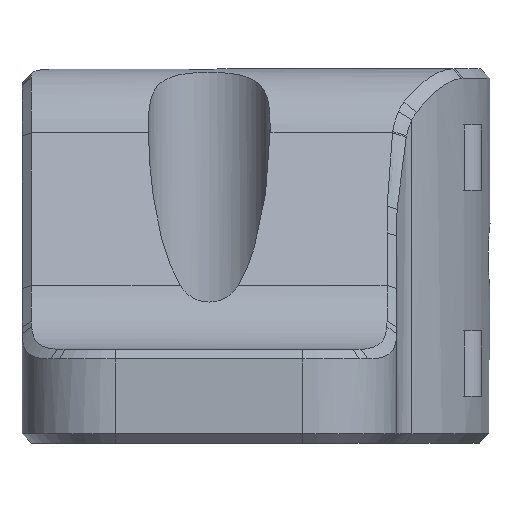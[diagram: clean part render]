
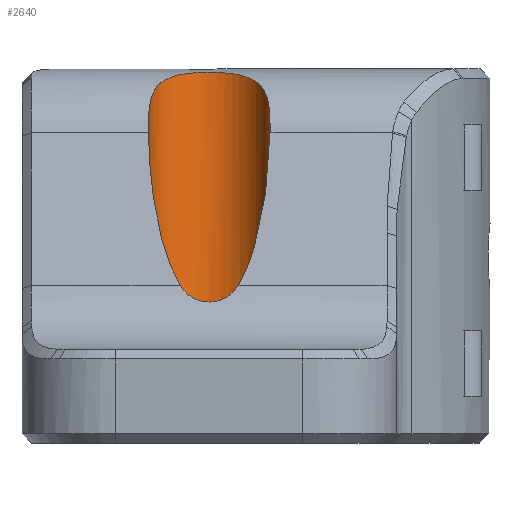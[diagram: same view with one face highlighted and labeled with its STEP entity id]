
A CAD part, left-side view. The second image highlights one B-rep face of the part: STEP entity #2640.
In plain terms, the highlighted cylindrical face has radius 3.25 mm (diameter 6.5 mm), a full revolution.
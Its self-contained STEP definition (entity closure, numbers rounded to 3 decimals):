
#23=ELLIPSE('',#2770,10.277,3.25);
#24=ELLIPSE('',#2774,10.277,3.25);
#158=CIRCLE('',#2719,3.25);
#238=CYLINDRICAL_SURFACE('',#2859,3.25);
#382=FACE_OUTER_BOUND('',#546,.T.);
#546=EDGE_LOOP('',(#2372,#2373,#2374,#2375,#2376,#2377,#2378,#2379));
#633=B_SPLINE_CURVE_WITH_KNOTS('',3,(#5231,#5232,#5233,#5234,#5235,#5236,
#5237,#5238,#5239,#5240),.UNSPECIFIED.,.F.,.F.,(4,2,2,2,4),(0.163,
0.187,0.25,0.299,0.348),
 .UNSPECIFIED.);
#634=B_SPLINE_CURVE_WITH_KNOTS('',3,(#5241,#5242,#5243,#5244,#5245,#5246,
#5247,#5248,#5249,#5250),.UNSPECIFIED.,.F.,.F.,(4,2,2,2,4),(0.348,
0.397,0.447,0.509,0.533),
 .UNSPECIFIED.);
#635=B_SPLINE_CURVE_WITH_KNOTS('',3,(#5256,#5257,#5258,#5259,#5260,#5261,
#5262,#5263,#5264,#5265,#5266,#5267,#5268,#5269,#5270,#5271,#5272,#5273,
#5274,#5275,#5276,#5277,#5278,#5279,#5280,#5281),.UNSPECIFIED.,.F.,.F.,
(4,2,2,2,2,2,2,2,2,2,2,2,4),(1.747,1.779,1.967,
2.041,2.115,2.251,2.387,2.523,
2.659,2.733,2.807,2.995,3.027),
 .UNSPECIFIED.);
#843=LINE('',#5485,#1055);
#1055=VECTOR('',#3470,3.25);
#1144=VERTEX_POINT('',#4061);
#1242=VERTEX_POINT('',#5220);
#1243=VERTEX_POINT('',#5222);
#1244=VERTEX_POINT('',#5228);
#1245=VERTEX_POINT('',#5230);
#1246=VERTEX_POINT('',#5252);
#1397=EDGE_CURVE('',#1144,#1144,#158,.T.);
#1561=EDGE_CURVE('',#1242,#1243,#23,.T.);
#1565=EDGE_CURVE('',#1244,#1245,#633,.T.);
#1566=EDGE_CURVE('',#1245,#1242,#634,.T.);
#1568=EDGE_CURVE('',#1246,#1244,#24,.T.);
#1569=EDGE_CURVE('',#1243,#1246,#635,.T.);
#1674=EDGE_CURVE('',#1144,#1245,#843,.T.);
#2372=ORIENTED_EDGE('',*,*,#1397,.F.);
#2373=ORIENTED_EDGE('',*,*,#1674,.T.);
#2374=ORIENTED_EDGE('',*,*,#1565,.F.);
#2375=ORIENTED_EDGE('',*,*,#1568,.F.);
#2376=ORIENTED_EDGE('',*,*,#1569,.F.);
#2377=ORIENTED_EDGE('',*,*,#1561,.F.);
#2378=ORIENTED_EDGE('',*,*,#1566,.F.);
#2379=ORIENTED_EDGE('',*,*,#1674,.F.);
#2640=ADVANCED_FACE('',(#382),#238,.F.);
#2719=AXIS2_PLACEMENT_3D('',#4062,#3035,#3036);
#2770=AXIS2_PLACEMENT_3D('',#5223,#3214,#3215);
#2774=AXIS2_PLACEMENT_3D('',#5254,#3226,#3227);
#2859=AXIS2_PLACEMENT_3D('',#5484,#3468,#3469);
#3035=DIRECTION('center_axis',(0.,0.,1.));
#3036=DIRECTION('ref_axis',(1.,0.,0.));
#3214=DIRECTION('center_axis',(0.949,0.,-0.316));
#3215=DIRECTION('ref_axis',(0.316,0.,0.949));
#3226=DIRECTION('center_axis',(0.949,0.,-0.316));
#3227=DIRECTION('ref_axis',(0.316,0.,0.949));
#3468=DIRECTION('center_axis',(0.,0.,1.));
#3469=DIRECTION('ref_axis',(1.,0.,0.));
#3470=DIRECTION('',(0.,0.,1.));
#4061=CARTESIAN_POINT('',(-14.25,0.,5.));
#4062=CARTESIAN_POINT('Origin',(-11.,0.,5.));
#5220=CARTESIAN_POINT('',(-13.86,1.543,8.419));
#5222=CARTESIAN_POINT('',(-11.14,3.247,16.581));
#5223=CARTESIAN_POINT('Origin',(-11.,0.,17.));
#5228=CARTESIAN_POINT('',(-13.86,-1.543,8.419));
#5230=CARTESIAN_POINT('',(-14.25,0.,7.541));
#5231=CARTESIAN_POINT('Ctrl Pts',(-13.86,-1.543,8.419));
#5232=CARTESIAN_POINT('Ctrl Pts',(-13.883,-1.502,8.352));
#5233=CARTESIAN_POINT('Ctrl Pts',(-13.906,-1.457,8.288));
#5234=CARTESIAN_POINT('Ctrl Pts',(-13.989,-1.285,8.069));
#5235=CARTESIAN_POINT('Ctrl Pts',(-14.05,-1.137,7.932));
#5236=CARTESIAN_POINT('Ctrl Pts',(-14.144,-0.835,
7.737));
#5237=CARTESIAN_POINT('Ctrl Pts',(-14.183,-0.676,
7.663));
#5238=CARTESIAN_POINT('Ctrl Pts',(-14.237,-0.341,
7.565));
#5239=CARTESIAN_POINT('Ctrl Pts',(-14.25,-0.164,7.541));
#5240=CARTESIAN_POINT('Ctrl Pts',(-14.25,0.,7.541));
#5241=CARTESIAN_POINT('Ctrl Pts',(-14.25,0.,7.541));
#5242=CARTESIAN_POINT('Ctrl Pts',(-14.25,0.164,7.541));
#5243=CARTESIAN_POINT('Ctrl Pts',(-14.237,0.341,7.565));
#5244=CARTESIAN_POINT('Ctrl Pts',(-14.183,0.676,7.663));
#5245=CARTESIAN_POINT('Ctrl Pts',(-14.144,0.835,7.737));
#5246=CARTESIAN_POINT('Ctrl Pts',(-14.05,1.137,7.932));
#5247=CARTESIAN_POINT('Ctrl Pts',(-13.989,1.285,8.069));
#5248=CARTESIAN_POINT('Ctrl Pts',(-13.906,1.457,8.288));
#5249=CARTESIAN_POINT('Ctrl Pts',(-13.883,1.502,8.352));
#5250=CARTESIAN_POINT('Ctrl Pts',(-13.86,1.543,8.419));
#5252=CARTESIAN_POINT('',(-11.14,-3.247,16.581));
#5254=CARTESIAN_POINT('Origin',(-11.,0.,17.));
#5256=CARTESIAN_POINT('Ctrl Pts',(-11.14,3.247,16.581));
#5257=CARTESIAN_POINT('Ctrl Pts',(-11.103,3.249,16.69));
#5258=CARTESIAN_POINT('Ctrl Pts',(-11.063,3.25,16.798));
#5259=CARTESIAN_POINT('Ctrl Pts',(-10.768,3.251,17.514));
#5260=CARTESIAN_POINT('Ctrl Pts',(-10.39,3.224,18.069));
#5261=CARTESIAN_POINT('Ctrl Pts',(-9.795,3.024,18.675));
#5262=CARTESIAN_POINT('Ctrl Pts',(-9.601,2.942,18.845));
#5263=CARTESIAN_POINT('Ctrl Pts',(-9.212,2.723,19.139));
#5264=CARTESIAN_POINT('Ctrl Pts',(-9.017,2.585,19.263));
#5265=CARTESIAN_POINT('Ctrl Pts',(-8.534,2.157,19.534));
#5266=CARTESIAN_POINT('Ctrl Pts',(-8.243,1.784,19.651));
#5267=CARTESIAN_POINT('Ctrl Pts',(-7.851,0.931,19.788));
#5268=CARTESIAN_POINT('Ctrl Pts',(-7.75,0.453,19.813));
#5269=CARTESIAN_POINT('Ctrl Pts',(-7.75,-0.453,19.813));
#5270=CARTESIAN_POINT('Ctrl Pts',(-7.851,-0.931,
19.788));
#5271=CARTESIAN_POINT('Ctrl Pts',(-8.243,-1.784,19.651));
#5272=CARTESIAN_POINT('Ctrl Pts',(-8.534,-2.157,19.534));
#5273=CARTESIAN_POINT('Ctrl Pts',(-9.017,-2.585,19.263));
#5274=CARTESIAN_POINT('Ctrl Pts',(-9.212,-2.723,19.139));
#5275=CARTESIAN_POINT('Ctrl Pts',(-9.601,-2.942,18.845));
#5276=CARTESIAN_POINT('Ctrl Pts',(-9.795,-3.024,18.675));
#5277=CARTESIAN_POINT('Ctrl Pts',(-10.39,-3.224,18.069));
#5278=CARTESIAN_POINT('Ctrl Pts',(-10.768,-3.251,17.514));
#5279=CARTESIAN_POINT('Ctrl Pts',(-11.063,-3.25,16.798));
#5280=CARTESIAN_POINT('Ctrl Pts',(-11.103,-3.249,16.69));
#5281=CARTESIAN_POINT('Ctrl Pts',(-11.14,-3.247,16.581));
#5484=CARTESIAN_POINT('Origin',(-11.,0.,5.));
#5485=CARTESIAN_POINT('',(-14.25,0.,5.));
